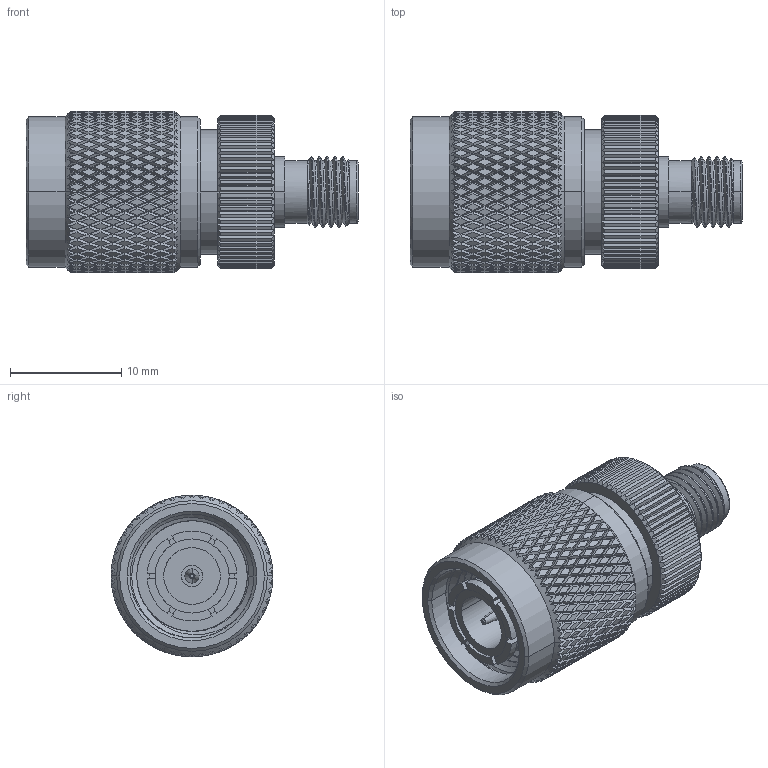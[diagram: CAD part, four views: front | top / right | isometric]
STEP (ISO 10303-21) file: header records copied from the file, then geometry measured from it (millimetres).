
FILE_DESCRIPTION (( 'STEP AP203' ), '1' );
FILE_NAME ('PE9077.step', '2019-06-21T18:34:07', ( '' ), ( '' ), 'SwSTEP 2.0', 'SolidWorks 2018', '' );
FILE_SCHEMA (( 'CONFIG_CONTROL_DESIGN' ));
Products named in the file (1): PE9077
Bounding box: 29.8 x 14.5 x 14.5 mm (x, y, z)
Volume: 2940.1 mm3; surface area: 2669.9 mm2
Topology: 1 solids, 1 shells, 2868 faces, 6263 edges, 3409 vertices
Faces by surface type: bspline 2008, cylinder 645, plane 179, cone 34, torus 2
Entity records: 110292 total; most frequent: CARTESIAN_POINT 70767, ORIENTED_EDGE 12526, EDGE_CURVE 6263, VERTEX_POINT 3409, EDGE_LOOP 2880, ADVANCED_FACE 2868, FACE_OUTER_BOUND 2868, DIRECTION 2842
